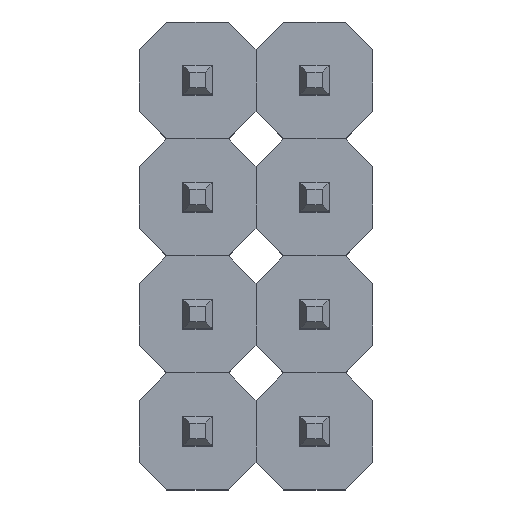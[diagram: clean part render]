
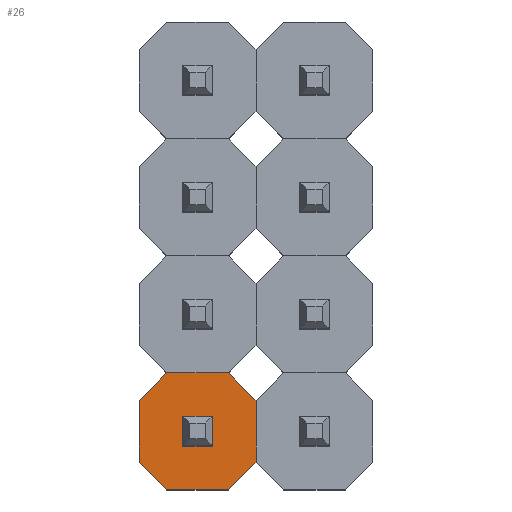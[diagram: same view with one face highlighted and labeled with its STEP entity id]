
A CAD part, top view. The second image highlights one B-rep face of the part: STEP entity #26.
In plain terms, the highlighted planar face has unit normal (0, 0, 1).
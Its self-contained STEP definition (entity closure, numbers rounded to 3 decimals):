
#26 = ADVANCED_FACE ( 'NONE', ( #3599, #4995 ), #1304, .F. ) ;
#84 = CARTESIAN_POINT ( 'NONE',  ( -1.94, -5.08, 2.5 ) ) ;
#164 = CARTESIAN_POINT ( 'NONE',  ( -1.59, -3.81, 2.5 ) ) ;
#202 = VECTOR ( 'NONE', #5241, 1000. ) ;
#239 = LINE ( 'NONE', #6197, #2893 ) ;
#253 = VECTOR ( 'NONE', #6969, 1000. ) ;
#312 = VERTEX_POINT ( 'NONE', #6702 ) ;
#361 = VECTOR ( 'NONE', #4027, 1000. ) ;
#415 = CARTESIAN_POINT ( 'NONE',  ( -1.94, -2.54, 2.5 ) ) ;
#441 = VECTOR ( 'NONE', #2256, 1000. ) ;
#560 = EDGE_CURVE ( 'NONE', #312, #1919, #239, .T. ) ;
#604 = ORIENTED_EDGE ( 'NONE', *, *, #3976, .T. ) ;
#662 = ORIENTED_EDGE ( 'NONE', *, *, #2049, .T. ) ;
#733 = ORIENTED_EDGE ( 'NONE', *, *, #978, .T. ) ;
#767 = CARTESIAN_POINT ( 'NONE',  ( 0., -4.48, 2.5 ) ) ;
#963 = EDGE_CURVE ( 'NONE', #1942, #3534, #7120, .T. ) ;
#966 = VERTEX_POINT ( 'NONE', #1939 ) ;
#978 = EDGE_CURVE ( 'NONE', #2915, #3527, #3252, .T. ) ;
#1044 = LINE ( 'NONE', #7536, #361 ) ;
#1212 = LINE ( 'NONE', #3461, #9329 ) ;
#1304 = PLANE ( 'NONE',  #4080 ) ;
#1321 = EDGE_CURVE ( 'NONE', #7143, #5442, #5775, .T. ) ;
#1594 = ORIENTED_EDGE ( 'NONE', *, *, #6708, .T. ) ;
#1640 = CARTESIAN_POINT ( 'NONE',  ( -1.27, -3.81, 2.5 ) ) ;
#1722 = DIRECTION ( 'NONE',  ( 0., 1., 0. ) ) ;
#1919 = VERTEX_POINT ( 'NONE', #9042 ) ;
#1939 = CARTESIAN_POINT ( 'NONE',  ( 0., -3.14, 2.5 ) ) ;
#1942 = VERTEX_POINT ( 'NONE', #4600 ) ;
#2049 = EDGE_CURVE ( 'NONE', #1919, #7143, #7248, .T. ) ;
#2256 = DIRECTION ( 'NONE',  ( -0.707, 0.707, 0. ) ) ;
#2262 = DIRECTION ( 'NONE',  ( 0.707, -0.707, 0. ) ) ;
#2378 = LINE ( 'NONE', #4807, #8770 ) ;
#2397 = VECTOR ( 'NONE', #2262, 1000. ) ;
#2583 = EDGE_CURVE ( 'NONE', #966, #2915, #8845, .T. ) ;
#2728 = DIRECTION ( 'NONE',  ( 0., 1., 0. ) ) ;
#2893 = VECTOR ( 'NONE', #9025, 1000. ) ;
#2915 = VERTEX_POINT ( 'NONE', #7081 ) ;
#2917 = VERTEX_POINT ( 'NONE', #8594 ) ;
#2937 = CARTESIAN_POINT ( 'NONE',  ( -0.95, -3.81, 2.5 ) ) ;
#3249 = DIRECTION ( 'NONE',  ( 0.707, 0.707, 0. ) ) ;
#3252 = LINE ( 'NONE', #4754, #253 ) ;
#3461 = CARTESIAN_POINT ( 'NONE',  ( 0., -5.08, 2.5 ) ) ;
#3466 = VECTOR ( 'NONE', #8144, 1000. ) ;
#3527 = VERTEX_POINT ( 'NONE', #415 ) ;
#3534 = VERTEX_POINT ( 'NONE', #6318 ) ;
#3599 = FACE_BOUND ( 'NONE', #8580, .T. ) ;
#3600 = EDGE_CURVE ( 'NONE', #4695, #2917, #5975, .T. ) ;
#3616 = EDGE_CURVE ( 'NONE', #3534, #4695, #6556, .T. ) ;
#3805 = CARTESIAN_POINT ( 'NONE',  ( -1.27, -4.13, 2.5 ) ) ;
#3976 = EDGE_CURVE ( 'NONE', #6644, #966, #1212, .T. ) ;
#4027 = DIRECTION ( 'NONE',  ( -0.707, -0.707, 0. ) ) ;
#4080 = AXIS2_PLACEMENT_3D ( 'NONE', #1640, #8215, #4651 ) ;
#4179 = DIRECTION ( 'NONE',  ( 0., -1., 0. ) ) ;
#4263 = ORIENTED_EDGE ( 'NONE', *, *, #1321, .T. ) ;
#4466 = VECTOR ( 'NONE', #4179, 1000. ) ;
#4571 = LINE ( 'NONE', #164, #5070 ) ;
#4600 = CARTESIAN_POINT ( 'NONE',  ( -2.54, -3.14, 2.5 ) ) ;
#4620 = ORIENTED_EDGE ( 'NONE', *, *, #3616, .T. ) ;
#4651 = DIRECTION ( 'NONE',  ( -1., 0., 0. ) ) ;
#4695 = VERTEX_POINT ( 'NONE', #84 ) ;
#4754 = CARTESIAN_POINT ( 'NONE',  ( -2.54, -2.54, 2.5 ) ) ;
#4807 = CARTESIAN_POINT ( 'NONE',  ( 0., -4.48, 2.5 ) ) ;
#4995 = FACE_OUTER_BOUND ( 'NONE', #9044, .T. ) ;
#5026 = EDGE_CURVE ( 'NONE', #5442, #312, #4571, .T. ) ;
#5070 = VECTOR ( 'NONE', #1722, 1000. ) ;
#5241 = DIRECTION ( 'NONE',  ( 1., 0., 0. ) ) ;
#5442 = VERTEX_POINT ( 'NONE', #7418 ) ;
#5649 = CARTESIAN_POINT ( 'NONE',  ( -2.54, -5.08, 2.5 ) ) ;
#5775 = LINE ( 'NONE', #3805, #6818 ) ;
#5902 = ORIENTED_EDGE ( 'NONE', *, *, #5026, .T. ) ;
#5975 = LINE ( 'NONE', #7384, #202 ) ;
#6018 = CARTESIAN_POINT ( 'NONE',  ( -1.94, -5.08, 2.5 ) ) ;
#6197 = CARTESIAN_POINT ( 'NONE',  ( -1.27, -3.49, 2.5 ) ) ;
#6318 = CARTESIAN_POINT ( 'NONE',  ( -2.54, -4.48, 2.5 ) ) ;
#6556 = LINE ( 'NONE', #6018, #2397 ) ;
#6644 = VERTEX_POINT ( 'NONE', #767 ) ;
#6702 = CARTESIAN_POINT ( 'NONE',  ( -1.59, -3.49, 2.5 ) ) ;
#6708 = EDGE_CURVE ( 'NONE', #3527, #1942, #1044, .T. ) ;
#6725 = DIRECTION ( 'NONE',  ( -1., 0., 0. ) ) ;
#6818 = VECTOR ( 'NONE', #6725, 1000. ) ;
#6969 = DIRECTION ( 'NONE',  ( -1., 0., 0. ) ) ;
#7081 = CARTESIAN_POINT ( 'NONE',  ( -0.6, -2.54, 2.5 ) ) ;
#7120 = LINE ( 'NONE', #5649, #4466 ) ;
#7143 = VERTEX_POINT ( 'NONE', #7510 ) ;
#7248 = LINE ( 'NONE', #2937, #3466 ) ;
#7384 = CARTESIAN_POINT ( 'NONE',  ( -2.54, -5.08, 2.5 ) ) ;
#7418 = CARTESIAN_POINT ( 'NONE',  ( -1.59, -4.13, 2.5 ) ) ;
#7510 = CARTESIAN_POINT ( 'NONE',  ( -0.95, -4.13, 2.5 ) ) ;
#7536 = CARTESIAN_POINT ( 'NONE',  ( -2.54, -3.14, 2.5 ) ) ;
#7582 = ORIENTED_EDGE ( 'NONE', *, *, #560, .T. ) ;
#7605 = ORIENTED_EDGE ( 'NONE', *, *, #3600, .T. ) ;
#8058 = ORIENTED_EDGE ( 'NONE', *, *, #9343, .T. ) ;
#8141 = CARTESIAN_POINT ( 'NONE',  ( -0.6, -2.54, 2.5 ) ) ;
#8144 = DIRECTION ( 'NONE',  ( 0., -1., 0. ) ) ;
#8215 = DIRECTION ( 'NONE',  ( 0., 0., -1. ) ) ;
#8392 = ORIENTED_EDGE ( 'NONE', *, *, #963, .T. ) ;
#8453 = ORIENTED_EDGE ( 'NONE', *, *, #2583, .T. ) ;
#8580 = EDGE_LOOP ( 'NONE', ( #7582, #662, #4263, #5902 ) ) ;
#8594 = CARTESIAN_POINT ( 'NONE',  ( -0.6, -5.08, 2.5 ) ) ;
#8770 = VECTOR ( 'NONE', #3249, 1000. ) ;
#8845 = LINE ( 'NONE', #8141, #441 ) ;
#9025 = DIRECTION ( 'NONE',  ( 1., 0., 0. ) ) ;
#9042 = CARTESIAN_POINT ( 'NONE',  ( -0.95, -3.49, 2.5 ) ) ;
#9044 = EDGE_LOOP ( 'NONE', ( #733, #1594, #8392, #4620, #7605, #8058, #604, #8453 ) ) ;
#9329 = VECTOR ( 'NONE', #2728, 1000. ) ;
#9343 = EDGE_CURVE ( 'NONE', #2917, #6644, #2378, .T. ) ;
